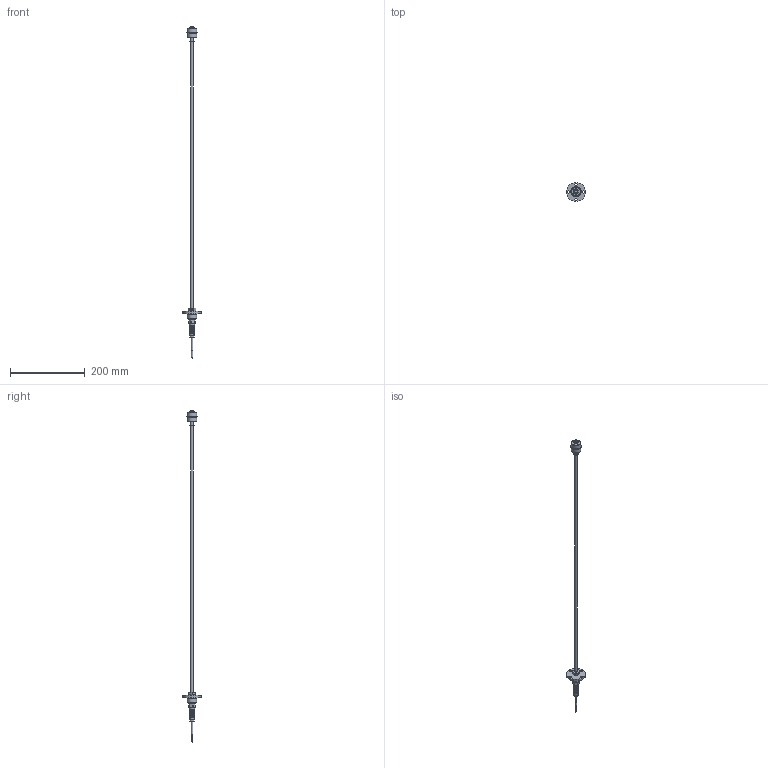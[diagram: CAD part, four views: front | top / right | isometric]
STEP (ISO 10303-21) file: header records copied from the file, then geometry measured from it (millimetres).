
FILE_DESCRIPTION(('FreeCAD Model'),'2;1');
FILE_NAME('LSV-30-SS-G10C_MeskotechFloatSwitch.step','2019-10-26T09:36:23',( ''),(''),'Open CASCADE STEP processor 7.3','FreeCAD','Unknown');
FILE_SCHEMA(('AUTOMOTIVE_DESIGN { 1 0 10303 214 1 1 1 1 }'));
Length unit declared in the file: millimetre
Products named in the file (8): LSV_SSFloat1_001; Gland_M10_Assembly1_001; LSV_EClip1_002; LSV_EClip1_001; LSV_M10Nut1_001; LSV_Guide_001; LSV_Oring_001; LSV_M10Adapter_001
Bounding box: 50 x 50 x 888.81 mm (x, y, z)
Volume: 75685.3 mm3; surface area: 39600.7 mm2
Topology: 9 solids, 38 shells, 380 faces, 1254 edges, 936 vertices
Faces by surface type: cylinder 148, plane 125, cone 71, bspline 30, torus 4, revolution 2
Full cylindrical faces by diameter (mm): 1.4 x2, 4 x1, 6 x5, 7 x2, 8 x3, 8.5 x1, 9 x1, 11 x1, 25 x1, 26 x2, 27.8 x1, 50 x1
Entity records: 77741 total; most frequent: CARTESIAN_POINT 55064, DIRECTION 2931, ORIENTED_EDGE 2123, PCURVE 2123, DEFINITIONAL_REPRESENTATION 2123, LINE 1535, VECTOR 1535, B_SPLINE_CURVE_WITH_KNOTS 1254
